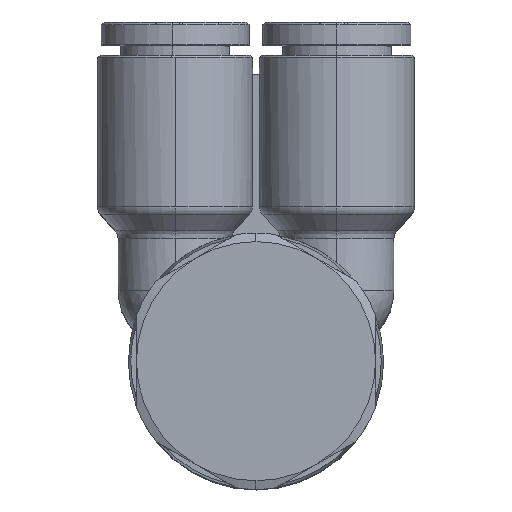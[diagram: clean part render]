
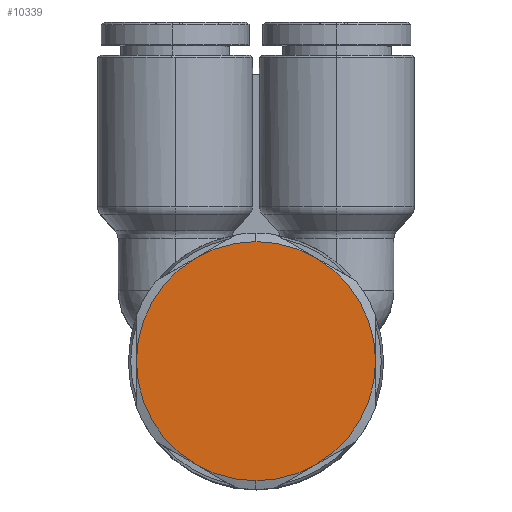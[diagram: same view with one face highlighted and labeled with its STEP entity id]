
A CAD part, top view. The second image highlights one B-rep face of the part: STEP entity #10339.
In plain terms, the highlighted planar face has unit normal (0, 0, 1).
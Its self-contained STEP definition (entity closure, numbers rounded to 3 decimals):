
#9268=CARTESIAN_POINT('',(16.7,7.1,14.5));
#9269=VERTEX_POINT('',#9268);
#9276=CARTESIAN_POINT('',(15.293,1.85,14.5));
#9277=VERTEX_POINT('',#9276);
#9278=CARTESIAN_POINT('',(6.2,7.1,14.5));
#9279=DIRECTION('',(0.0,0.0,1.0));
#9280=DIRECTION('',(-1.0,0.0,0.0));
#9281=AXIS2_PLACEMENT_3D('',#9278,#9279,#9280);
#9282=CIRCLE('',#9281,10.5);
#9283=EDGE_CURVE('',#9277,#9269,#9282,.T.);
#9307=CARTESIAN_POINT('',(-4.3,7.1,14.5));
#9308=VERTEX_POINT('',#9307);
#9316=CARTESIAN_POINT('',(-2.893,1.85,14.5));
#9317=VERTEX_POINT('',#9316);
#9331=CARTESIAN_POINT('',(6.2,7.1,14.5));
#9332=DIRECTION('',(0.0,0.0,1.0));
#9333=DIRECTION('',(-1.0,0.0,0.0));
#9334=AXIS2_PLACEMENT_3D('',#9331,#9332,#9333);
#9335=CIRCLE('',#9334,10.5);
#9336=EDGE_CURVE('',#9308,#9317,#9335,.T.);
#9671=CARTESIAN_POINT('',(-2.893,12.35,14.5));
#9672=VERTEX_POINT('',#9671);
#9673=CARTESIAN_POINT('',(6.2,7.1,14.5));
#9674=DIRECTION('',(0.0,0.0,1.0));
#9675=DIRECTION('',(-1.0,0.0,0.0));
#9676=AXIS2_PLACEMENT_3D('',#9673,#9674,#9675);
#9677=CIRCLE('',#9676,10.5);
#9678=EDGE_CURVE('',#9672,#9308,#9677,.T.);
#9712=CARTESIAN_POINT('',(6.2,17.6,14.5));
#9713=VERTEX_POINT('',#9712);
#9749=CARTESIAN_POINT('',(6.2,7.1,14.5));
#9750=DIRECTION('',(0.0,0.0,1.0));
#9751=DIRECTION('',(-1.0,0.0,0.0));
#9752=AXIS2_PLACEMENT_3D('',#9749,#9750,#9751);
#9753=CIRCLE('',#9752,10.5);
#9754=EDGE_CURVE('',#9713,#9672,#9753,.T.);
#9779=CARTESIAN_POINT('',(15.293,12.35,14.5));
#9780=VERTEX_POINT('',#9779);
#9781=CARTESIAN_POINT('',(6.2,7.1,14.5));
#9782=DIRECTION('',(0.0,0.0,1.0));
#9783=DIRECTION('',(-1.0,0.0,0.0));
#9784=AXIS2_PLACEMENT_3D('',#9781,#9782,#9783);
#9785=CIRCLE('',#9784,10.5);
#9786=EDGE_CURVE('',#9780,#9713,#9785,.T.);
#9841=CARTESIAN_POINT('',(6.2,7.1,14.5));
#9842=DIRECTION('',(0.0,0.0,1.0));
#9843=DIRECTION('',(-1.0,0.0,0.0));
#9844=AXIS2_PLACEMENT_3D('',#9841,#9842,#9843);
#9845=CIRCLE('',#9844,10.5);
#9846=EDGE_CURVE('',#9269,#9780,#9845,.T.);
#9871=CARTESIAN_POINT('',(6.2,-3.4,14.5));
#9872=VERTEX_POINT('',#9871);
#9873=CARTESIAN_POINT('',(6.2,7.1,14.5));
#9874=DIRECTION('',(0.0,0.0,1.0));
#9875=DIRECTION('',(-1.0,0.0,0.0));
#9876=AXIS2_PLACEMENT_3D('',#9873,#9874,#9875);
#9877=CIRCLE('',#9876,10.5);
#9878=EDGE_CURVE('',#9872,#9277,#9877,.T.);
#9925=CARTESIAN_POINT('',(6.2,7.1,14.5));
#9926=DIRECTION('',(0.0,0.0,1.0));
#9927=DIRECTION('',(-1.0,0.0,0.0));
#9928=AXIS2_PLACEMENT_3D('',#9925,#9926,#9927);
#9929=CIRCLE('',#9928,10.5);
#9930=EDGE_CURVE('',#9317,#9872,#9929,.T.);
#10324=CARTESIAN_POINT('',(6.2,7.1,14.5));
#10325=DIRECTION('',(0.0,0.0,1.0));
#10326=DIRECTION('',(-1.0,0.0,0.0));
#10327=AXIS2_PLACEMENT_3D('',#10324,#10325,#10326);
#10328=PLANE('',#10327);
#10329=ORIENTED_EDGE('',*,*,#9930,.T.);
#10330=ORIENTED_EDGE('',*,*,#9878,.T.);
#10331=ORIENTED_EDGE('',*,*,#9283,.T.);
#10332=ORIENTED_EDGE('',*,*,#9846,.T.);
#10333=ORIENTED_EDGE('',*,*,#9786,.T.);
#10334=ORIENTED_EDGE('',*,*,#9754,.T.);
#10335=ORIENTED_EDGE('',*,*,#9678,.T.);
#10336=ORIENTED_EDGE('',*,*,#9336,.T.);
#10337=EDGE_LOOP('',(#10329,#10330,#10331,#10332,#10333,#10334,#10335,#10336));
#10338=FACE_OUTER_BOUND('',#10337,.T.);
#10339=ADVANCED_FACE('',(#10338),#10328,.T.);
